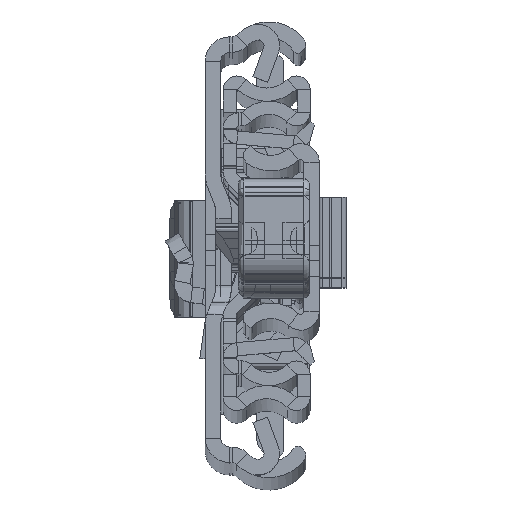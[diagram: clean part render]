
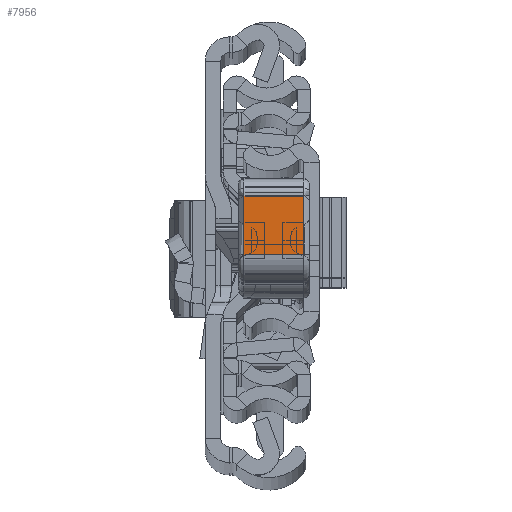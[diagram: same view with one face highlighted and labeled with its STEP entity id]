
A CAD part, top view. The second image highlights one B-rep face of the part: STEP entity #7956.
In plain terms, the highlighted face is planar.
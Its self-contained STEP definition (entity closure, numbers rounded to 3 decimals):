
#1977 = DIRECTION ( 'NONE',  ( -1., 0.027, 0. ) ) ;
#3030 = VERTEX_POINT ( 'NONE', #18012 ) ;
#3476 = ORIENTED_EDGE ( 'NONE', *, *, #13196, .F. ) ;
#4663 = ORIENTED_EDGE ( 'NONE', *, *, #25655, .F. ) ;
#4722 = CARTESIAN_POINT ( 'NONE',  ( 39.818, -2.465, 0. ) ) ;
#5361 = CARTESIAN_POINT ( 'NONE',  ( 39.55, -12.274, -10. ) ) ;
#5932 = VERTEX_POINT ( 'NONE', #7272 ) ;
#6731 = VERTEX_POINT ( 'NONE', #4722 ) ;
#6810 = AXIS2_PLACEMENT_3D ( 'NONE', #26200, #1977, #13719 ) ;
#7122 = VECTOR ( 'NONE', #22425, 1000. ) ;
#7272 = CARTESIAN_POINT ( 'NONE',  ( 39.55, -12.274, 0. ) ) ;
#7956 = ADVANCED_FACE ( 'NONE', ( #16996 ), #11391, .F. ) ;
#8090 = VERTEX_POINT ( 'NONE', #17865 ) ;
#10681 = CARTESIAN_POINT ( 'NONE',  ( 39.818, -2.465, -11. ) ) ;
#11391 = PLANE ( 'NONE',  #6810 ) ;
#13196 = EDGE_CURVE ( 'NONE', #8090, #5932, #30555, .T. ) ;
#13719 = DIRECTION ( 'NONE',  ( -0.027, -1., 0. ) ) ;
#16458 = LINE ( 'NONE', #10681, #7122 ) ;
#16968 = EDGE_LOOP ( 'NONE', ( #3476, #34378, #34808, #4663 ) ) ;
#16985 = EDGE_CURVE ( 'NONE', #6731, #3030, #16458, .T. ) ;
#16996 = FACE_OUTER_BOUND ( 'NONE', #16968, .T. ) ;
#17865 = CARTESIAN_POINT ( 'NONE',  ( 39.55, -12.274, -10. ) ) ;
#18012 = CARTESIAN_POINT ( 'NONE',  ( 39.818, -2.465, -10. ) ) ;
#18833 = DIRECTION ( 'NONE',  ( 0., 0., 1. ) ) ;
#19810 = VECTOR ( 'NONE', #18833, 1000. ) ;
#19961 = LINE ( 'NONE', #20340, #20506 ) ;
#20340 = CARTESIAN_POINT ( 'NONE',  ( 39.55, -12.274, 0. ) ) ;
#20506 = VECTOR ( 'NONE', #29150, 1000. ) ;
#21738 = CARTESIAN_POINT ( 'NONE',  ( 39.55, -12.274, -11. ) ) ;
#22425 = DIRECTION ( 'NONE',  ( 0., 0., -1. ) ) ;
#22536 = LINE ( 'NONE', #5361, #37830 ) ;
#25655 = EDGE_CURVE ( 'NONE', #5932, #6731, #19961, .T. ) ;
#26200 = CARTESIAN_POINT ( 'NONE',  ( 39.55, -12.274, -11. ) ) ;
#29007 = EDGE_CURVE ( 'NONE', #3030, #8090, #22536, .T. ) ;
#29150 = DIRECTION ( 'NONE',  ( 0.027, 1., 0. ) ) ;
#30555 = LINE ( 'NONE', #21738, #19810 ) ;
#34378 = ORIENTED_EDGE ( 'NONE', *, *, #29007, .F. ) ;
#34808 = ORIENTED_EDGE ( 'NONE', *, *, #16985, .F. ) ;
#37315 = DIRECTION ( 'NONE',  ( -0.027, -1., 0. ) ) ;
#37830 = VECTOR ( 'NONE', #37315, 1000. ) ;
